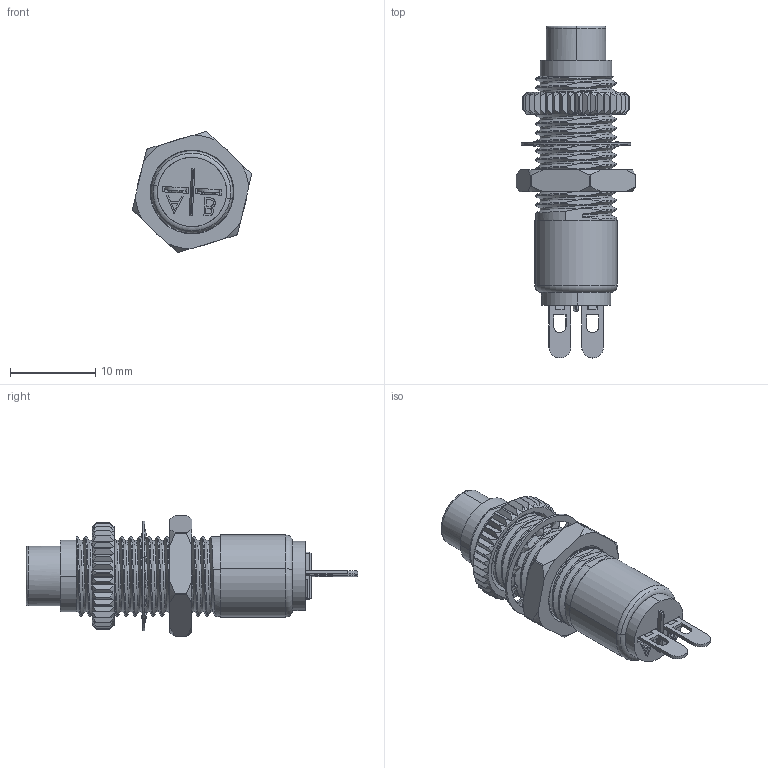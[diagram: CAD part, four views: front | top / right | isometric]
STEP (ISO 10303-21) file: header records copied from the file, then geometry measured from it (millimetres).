
FILE_DESCRIPTION (( 'STEP AP214' ), '1' );
FILE_NAME ('C91_Series.STEP', '2019-12-19T17:25:22', ( 'user' ), ( 'Microsoft' ), 'SwSTEP 2.0', 'SolidWorks 2018', '' );
FILE_SCHEMA (( 'AUTOMOTIVE_DESIGN' ));
Length unit declared in the file: foot
Products named in the file (12): LW90; HEADER NYLON, 15% G.F; LENS 41 FRESNEL 50073_TYPE 41; 90-TERM; 90 HEADER; SLEEVE 90 SERIES; C91_Series; PS90 Series; PS90-L SOCKET; HN90; TERMINAL FOR PS90-L; KN90
Assembly tree (13 placements, depth 3):
  C91_Series
    SLEEVE 90 SERIES
    90 HEADER
    90-TERM  x2
    LENS 41 FRESNEL 50073_TYPE 41
    PS90 Series
      HEADER NYLON, 15% G.F
      LW90
      KN90
      TERMINAL FOR PS90-L  x2
      HN90
      PS90-L SOCKET
Bounding box: 14.03 x 39.02 x 14.23 mm (x, y, z)
Volume: 1611.8 mm3; surface area: 4675.8 mm2
Topology: 12 solids, 12 shells, 935 faces, 2408 edges, 1476 vertices
Faces by surface type: plane 361, cylinder 331, cone 128, bspline 99, torus 12, sphere 4
Entity records: 36583 total; most frequent: CARTESIAN_POINT 15360, ORIENTED_EDGE 4446, DIRECTION 3707, EDGE_CURVE 2223, VERTEX_POINT 1384, AXIS2_PLACEMENT_3D 1309, LINE 1089, VECTOR 1089
